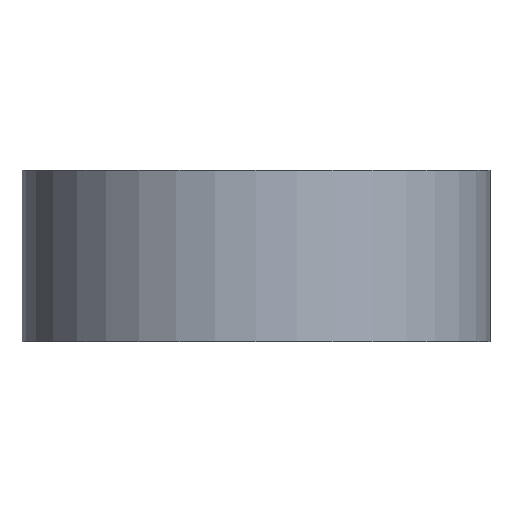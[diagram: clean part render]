
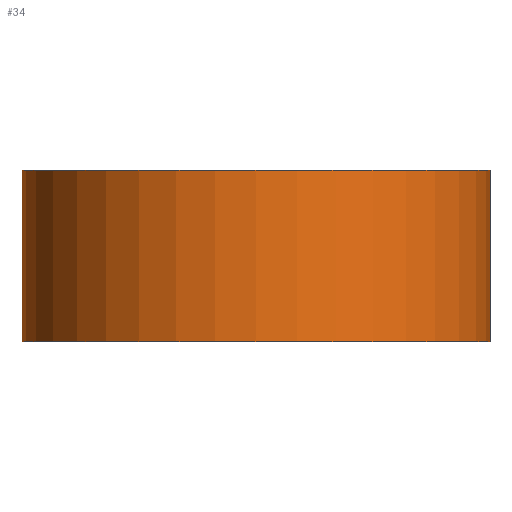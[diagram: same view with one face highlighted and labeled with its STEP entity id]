
A CAD part, front view. The second image highlights one B-rep face of the part: STEP entity #34.
In plain terms, the highlighted cylindrical face has radius 116 mm (diameter 232 mm), a full revolution.
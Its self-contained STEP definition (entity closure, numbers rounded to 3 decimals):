
#34 = ADVANCED_FACE( '', ( #69, #70 ), #71, .T. );
#69 = FACE_OUTER_BOUND( '', #108, .T. );
#70 = FACE_OUTER_BOUND( '', #109, .T. );
#71 = CYLINDRICAL_SURFACE( '', #110, 116. );
#108 = EDGE_LOOP( '', ( #143 ) );
#109 = EDGE_LOOP( '', ( #144 ) );
#110 = AXIS2_PLACEMENT_3D( '', #145, #146, #147 );
#143 = ORIENTED_EDGE( '', *, *, #188, .T. );
#144 = ORIENTED_EDGE( '', *, *, #185, .F. );
#145 = CARTESIAN_POINT( '', ( 0., 0., -42.5 ) );
#146 = DIRECTION( '', ( 0., 0., 1. ) );
#147 = DIRECTION( '', ( -1., 0., 0. ) );
#185 = EDGE_CURVE( '', #201, #201, #202, .T. );
#188 = EDGE_CURVE( '', #206, #206, #207, .T. );
#201 = VERTEX_POINT( '', #225 );
#202 = CIRCLE( '', #226, 116. );
#206 = VERTEX_POINT( '', #230 );
#207 = CIRCLE( '', #231, 116. );
#225 = CARTESIAN_POINT( '', ( -116., 0., -42.5 ) );
#226 = AXIS2_PLACEMENT_3D( '', #248, #249, #250 );
#230 = CARTESIAN_POINT( '', ( -116., 0., 42.5 ) );
#231 = AXIS2_PLACEMENT_3D( '', #254, #255, #256 );
#248 = CARTESIAN_POINT( '', ( 0., 0., -42.5 ) );
#249 = DIRECTION( '', ( 0., 0., -1. ) );
#250 = DIRECTION( '', ( -1., 0., 0. ) );
#254 = CARTESIAN_POINT( '', ( 0., 0., 42.5 ) );
#255 = DIRECTION( '', ( 0., 0., -1. ) );
#256 = DIRECTION( '', ( -1., 0., 0. ) );
